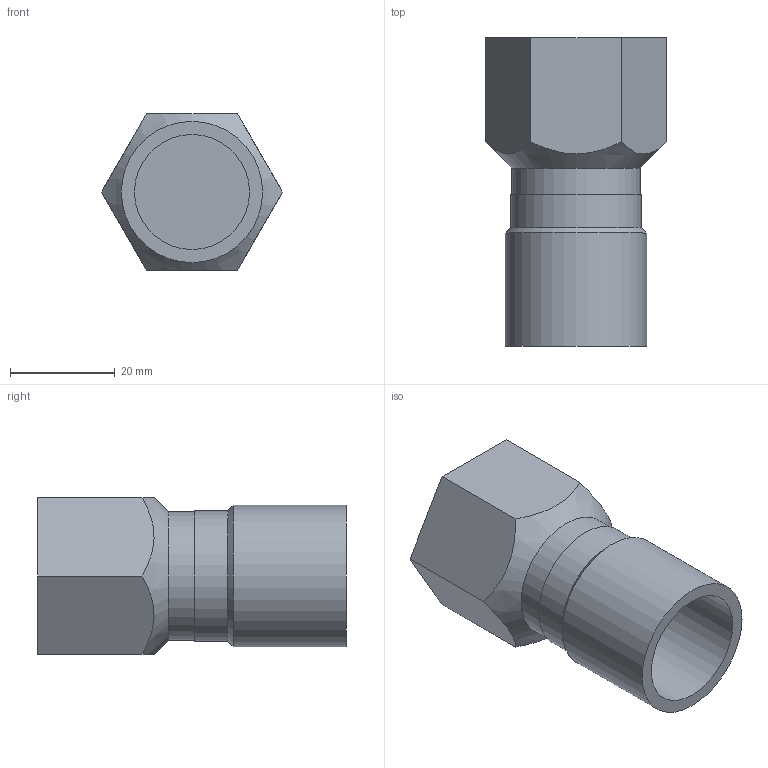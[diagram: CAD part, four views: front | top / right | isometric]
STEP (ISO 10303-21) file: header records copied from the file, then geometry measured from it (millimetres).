
FILE_DESCRIPTION(/* description */ ('Unknown'),/* implementation_level */ '2;1');
FILE_NAME(/* name */ 'F17R3-4DN22',/* time_stamp */ '2016-07-07T13:16:43+02:00',/* author */ ('Unknown'),/* organization */ ('Unknown'),/* preprocessor_version */ 'ST-DEVELOPER v16',/* originating_system */ 'DEX',/* authorisation */ $);
FILE_SCHEMA (('AUTOMOTIVE_DESIGN {1 0 10303 214 3 1 1}'));
Length unit declared in the file: millimetre
Products named in the file (1): F17R3-4DN22
Bounding box: 34.64 x 59 x 30 mm (x, y, z)
Volume: 16332.4 mm3; surface area: 10487.7 mm2
Topology: 1 solids, 1 shells, 21 faces, 46 edges, 30 vertices
Faces by surface type: plane 11, cylinder 7, cone 3
Full cylindrical faces by diameter (mm): 21.5 x1, 22 x1, 24.117 x2, 24.5 x1, 25 x1, 27 x1
Entity records: 866 total; most frequent: CARTESIAN_POINT 300, DIRECTION 82, ORIENTED_EDGE 62, AXIS2_PLACEMENT_3D 35, EDGE_LOOP 34, FACE_BOUND 34, EDGE_CURVE 31, VERTEX_POINT 25
